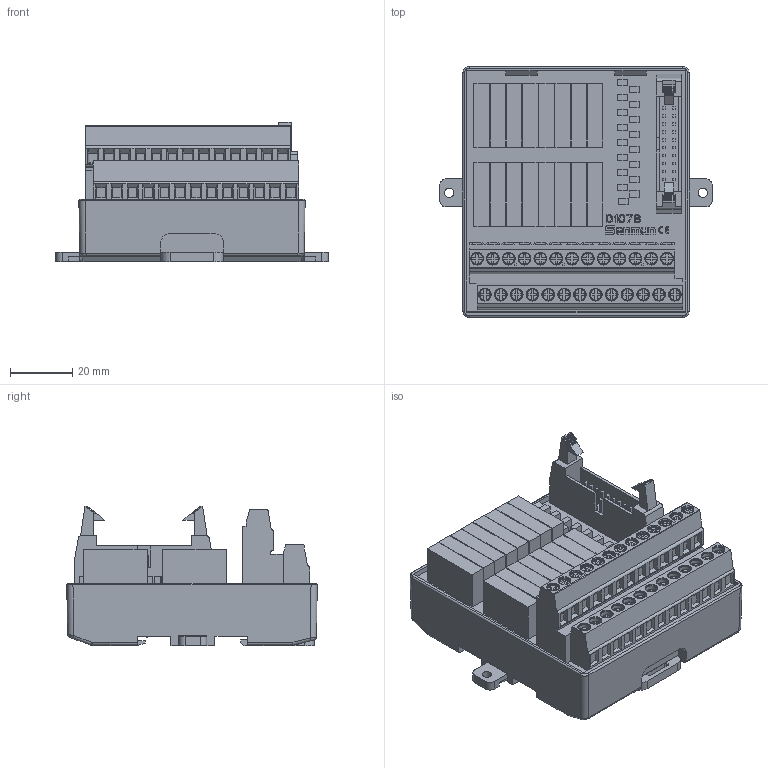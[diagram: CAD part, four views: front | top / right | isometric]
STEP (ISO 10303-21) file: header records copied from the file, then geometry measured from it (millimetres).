
FILE_DESCRIPTION(/* description */ (''),/* implementation_level */ '2;1');
FILE_NAME(/* name */ 'D1078-E.stp',/* time_stamp */ '2024-08-14T19:44:25+08:00',/* author */ (''),/* organization */ (''),/* preprocessor_version */ 'ST-DEVELOPER v14',/* originating_system */ 'SIEMENS PLM Software NX 8.0',/* authorisation */ '');
FILE_SCHEMA (('AUTOMOTIVE_DESIGN { 1 0 10303 214 3 1 1 1 }'));
Length unit declared in the file: millimetre
Products named in the file (1): Admi089C3F336q2u
Bounding box: 87.37 x 80.4 x 44.62 mm (x, y, z)
Volume: 147176.7 mm3; surface area: 40294.4 mm2
Topology: 3 solids, 6 shells, 1542 faces, 4029 edges, 2662 vertices
Faces by surface type: plane 1257, cylinder 121, torus 78, cone 64, extrusion 12, bspline 10
Full cylindrical faces by diameter (mm): 3 x2, 4.1 x26, 4.13 x26
Entity records: 49891 total; most frequent: CARTESIAN_POINT 11491, ORIENTED_EDGE 7840, DIRECTION 6921, EDGE_CURVE 3920, VECTOR 3139, LINE 3127, VERTEX_POINT 2637, AXIS2_PLACEMENT_3D 1891
